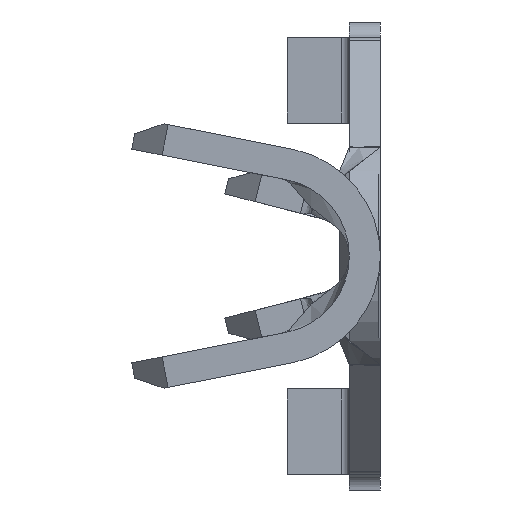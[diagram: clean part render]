
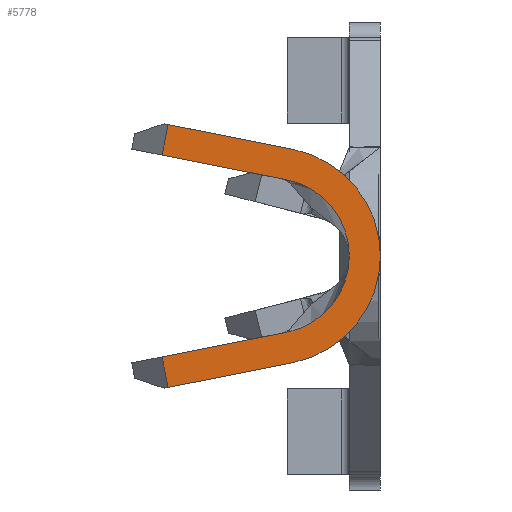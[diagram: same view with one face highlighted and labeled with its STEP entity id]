
A CAD part, left-side view. The second image highlights one B-rep face of the part: STEP entity #5778.
In plain terms, the highlighted planar face has unit normal (-1, 0, 0).
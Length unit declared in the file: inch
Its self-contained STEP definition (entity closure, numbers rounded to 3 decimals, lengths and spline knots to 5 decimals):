
#8 = CARTESIAN_POINT ( 'NONE',  ( -0.467, 0.05644, 0.06867 ) ) ;
#57 = EDGE_LOOP ( 'NONE', ( #4184, #2707, #4899, #3860, #1141, #5129, #5823, #5999 ) ) ;
#139 = EDGE_CURVE ( 'NONE', #3165, #2439, #2553, .T. ) ;
#145 = DIRECTION ( 'NONE',  ( 0., 0., 1. ) ) ;
#161 = VERTEX_POINT ( 'NONE', #3717 ) ;
#317 = CARTESIAN_POINT ( 'NONE',  ( -0.467, 0.06032, -0.04905 ) ) ;
#354 = DIRECTION ( 'NONE',  ( -1., 0., 0. ) ) ;
#867 = VECTOR ( 'NONE', #6710, 39.37008 ) ;
#882 = VERTEX_POINT ( 'NONE', #3370 ) ;
#893 = AXIS2_PLACEMENT_3D ( 'NONE', #1284, #5289, #145 ) ;
#926 = FACE_OUTER_BOUND ( 'NONE', #57, .T. ) ;
#1133 = AXIS2_PLACEMENT_3D ( 'NONE', #2799, #5088, #7401 ) ;
#1141 = ORIENTED_EDGE ( 'NONE', *, *, #4893, .T. ) ;
#1284 = CARTESIAN_POINT ( 'NONE',  ( -0.467, 0.07, 0. ) ) ;
#1369 = DIRECTION ( 'NONE',  ( 0., 0.981, 0.194 ) ) ;
#1536 = CARTESIAN_POINT ( 'NONE',  ( -0.467, 0.06032, -0.04905 ) ) ;
#1723 = VECTOR ( 'NONE', #7025, 39.37008 ) ;
#1725 = CARTESIAN_POINT ( 'NONE',  ( -0.467, 0.14038, 0.06486 ) ) ;
#1838 = CARTESIAN_POINT ( 'NONE',  ( -0.467, 0.05644, -0.06867 ) ) ;
#1981 = VERTEX_POINT ( 'NONE', #1838 ) ;
#2113 = LINE ( 'NONE', #4399, #867 ) ;
#2149 = EDGE_CURVE ( 'NONE', #2439, #7262, #5320, .T. ) ;
#2320 = EDGE_CURVE ( 'NONE', #1981, #3203, #5082, .T. ) ;
#2423 = LINE ( 'NONE', #4711, #1723 ) ;
#2439 = VERTEX_POINT ( 'NONE', #2563 ) ;
#2553 = LINE ( 'NONE', #4838, #5482 ) ;
#2563 = CARTESIAN_POINT ( 'NONE',  ( -0.467, 0.06032, 0.04905 ) ) ;
#2576 = VECTOR ( 'NONE', #2608, 39.37008 ) ;
#2608 = DIRECTION ( 'NONE',  ( 0., 0.981, -0.194 ) ) ;
#2646 = DIRECTION ( 'NONE',  ( 0., 0., 1. ) ) ;
#2707 = ORIENTED_EDGE ( 'NONE', *, *, #3315, .T. ) ;
#2760 = CARTESIAN_POINT ( 'NONE',  ( -0.467, 0.14038, 0.06486 ) ) ;
#2799 = CARTESIAN_POINT ( 'NONE',  ( -0.467, 0.07, 0. ) ) ;
#3165 = VERTEX_POINT ( 'NONE', #2760 ) ;
#3186 = VECTOR ( 'NONE', #4008, 39.37008 ) ;
#3203 = VERTEX_POINT ( 'NONE', #8 ) ;
#3212 = PLANE ( 'NONE',  #5923 ) ;
#3315 = EDGE_CURVE ( 'NONE', #161, #3165, #6875, .T. ) ;
#3370 = CARTESIAN_POINT ( 'NONE',  ( -0.467, 0.1365, -0.08448 ) ) ;
#3717 = CARTESIAN_POINT ( 'NONE',  ( -0.467, 0.1365, 0.08448 ) ) ;
#3860 = ORIENTED_EDGE ( 'NONE', *, *, #2149, .T. ) ;
#3965 = EDGE_CURVE ( 'NONE', #3203, #161, #4208, .T. ) ;
#4008 = DIRECTION ( 'NONE',  ( 0., 0.194, -0.981 ) ) ;
#4184 = ORIENTED_EDGE ( 'NONE', *, *, #3965, .T. ) ;
#4208 = LINE ( 'NONE', #6517, #6068 ) ;
#4399 = CARTESIAN_POINT ( 'NONE',  ( -0.467, 0.05644, -0.06867 ) ) ;
#4711 = CARTESIAN_POINT ( 'NONE',  ( -0.467, 0.13844, -0.07467 ) ) ;
#4838 = CARTESIAN_POINT ( 'NONE',  ( -0.467, 0.06032, 0.04905 ) ) ;
#4893 = EDGE_CURVE ( 'NONE', #7262, #6908, #5466, .T. ) ;
#4899 = ORIENTED_EDGE ( 'NONE', *, *, #139, .T. ) ;
#5082 = CIRCLE ( 'NONE', #893, 0.07 ) ;
#5088 = DIRECTION ( 'NONE',  ( 1., 0., 0. ) ) ;
#5129 = ORIENTED_EDGE ( 'NONE', *, *, #5146, .T. ) ;
#5146 = EDGE_CURVE ( 'NONE', #6908, #882, #2423, .T. ) ;
#5289 = DIRECTION ( 'NONE',  ( -1., 0., 0. ) ) ;
#5320 = CIRCLE ( 'NONE', #1133, 0.05 ) ;
#5466 = LINE ( 'NONE', #317, #2576 ) ;
#5482 = VECTOR ( 'NONE', #7153, 39.37008 ) ;
#5510 = CARTESIAN_POINT ( 'NONE',  ( -0.467, 0.07, 0. ) ) ;
#5778 = ADVANCED_FACE ( 'NONE', ( #926 ), #3212, .T. ) ;
#5823 = ORIENTED_EDGE ( 'NONE', *, *, #6124, .T. ) ;
#5923 = AXIS2_PLACEMENT_3D ( 'NONE', #5510, #354, #2646 ) ;
#5999 = ORIENTED_EDGE ( 'NONE', *, *, #2320, .T. ) ;
#6068 = VECTOR ( 'NONE', #1369, 39.37008 ) ;
#6124 = EDGE_CURVE ( 'NONE', #882, #1981, #2113, .T. ) ;
#6517 = CARTESIAN_POINT ( 'NONE',  ( -0.467, 0.05644, 0.06867 ) ) ;
#6710 = DIRECTION ( 'NONE',  ( 0., -0.981, 0.194 ) ) ;
#6875 = LINE ( 'NONE', #1725, #3186 ) ;
#6908 = VERTEX_POINT ( 'NONE', #6962 ) ;
#6962 = CARTESIAN_POINT ( 'NONE',  ( -0.467, 0.14038, -0.06486 ) ) ;
#7025 = DIRECTION ( 'NONE',  ( 0., -0.194, -0.981 ) ) ;
#7153 = DIRECTION ( 'NONE',  ( 0., -0.981, -0.194 ) ) ;
#7262 = VERTEX_POINT ( 'NONE', #1536 ) ;
#7401 = DIRECTION ( 'NONE',  ( 0., 0., 1. ) ) ;
